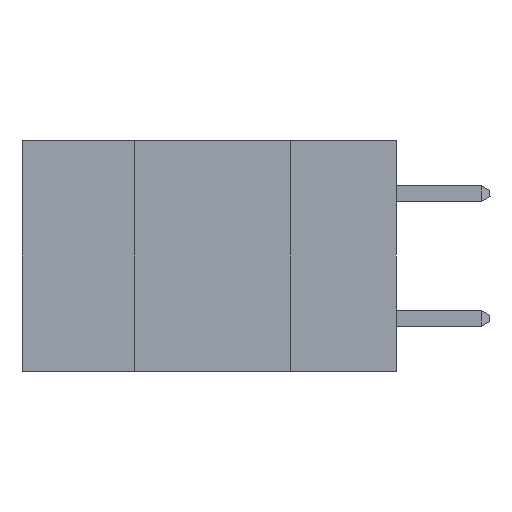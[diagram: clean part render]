
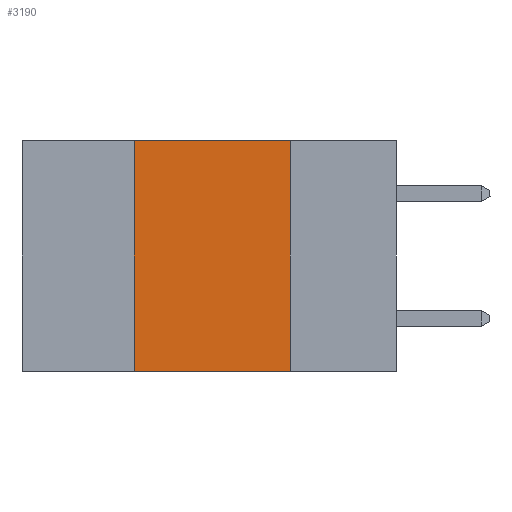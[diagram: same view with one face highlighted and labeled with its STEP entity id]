
A CAD part, left-side view. The second image highlights one B-rep face of the part: STEP entity #3190.
In plain terms, the highlighted planar face has unit normal (-1, 0, 0).
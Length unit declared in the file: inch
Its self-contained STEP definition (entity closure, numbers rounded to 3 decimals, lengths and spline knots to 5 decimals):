
#498 = VERTEX_POINT ( 'NONE', #16207 ) ;
#511 = VERTEX_POINT ( 'NONE', #6072 ) ;
#539 = ORIENTED_EDGE ( 'NONE', *, *, #3041, .F. ) ;
#1111 = CARTESIAN_POINT ( 'NONE',  ( 0., 0.6, -0.37 ) ) ;
#1324 = VERTEX_POINT ( 'NONE', #15330 ) ;
#2194 = PLANE ( 'NONE',  #9776 ) ;
#2214 = CARTESIAN_POINT ( 'NONE',  ( 0., 0.17, 0. ) ) ;
#2337 = DIRECTION ( 'NONE',  ( 0., 0., -1. ) ) ;
#3041 = EDGE_CURVE ( 'NONE', #511, #498, #4316, .T. ) ;
#3190 = ADVANCED_FACE ( 'NONE', ( #4817 ), #2194, .F. ) ;
#3373 = EDGE_CURVE ( 'NONE', #11632, #1324, #13737, .T. ) ;
#3421 = EDGE_LOOP ( 'NONE', ( #5018, #8672, #539, #12714 ) ) ;
#4123 = LINE ( 'NONE', #1111, #7575 ) ;
#4316 = LINE ( 'NONE', #18763, #16427 ) ;
#4817 = FACE_OUTER_BOUND ( 'NONE', #3421, .T. ) ;
#5018 = ORIENTED_EDGE ( 'NONE', *, *, #3373, .F. ) ;
#6072 = CARTESIAN_POINT ( 'NONE',  ( 0., 0.42, -0.37 ) ) ;
#6261 = DIRECTION ( 'NONE',  ( 0., -1., 0. ) ) ;
#7575 = VECTOR ( 'NONE', #6261, 39.37008 ) ;
#8672 = ORIENTED_EDGE ( 'NONE', *, *, #14724, .F. ) ;
#9776 = AXIS2_PLACEMENT_3D ( 'NONE', #17319, #20605, #2337 ) ;
#11395 = DIRECTION ( 'NONE',  ( 0., 0., -1. ) ) ;
#11632 = VERTEX_POINT ( 'NONE', #2214 ) ;
#12222 = DIRECTION ( 'NONE',  ( 0., -1., 0. ) ) ;
#12714 = ORIENTED_EDGE ( 'NONE', *, *, #16586, .T. ) ;
#13209 = VECTOR ( 'NONE', #11395, 39.37008 ) ;
#13737 = LINE ( 'NONE', #21222, #13209 ) ;
#14724 = EDGE_CURVE ( 'NONE', #498, #11632, #14952, .T. ) ;
#14952 = LINE ( 'NONE', #18802, #19404 ) ;
#15330 = CARTESIAN_POINT ( 'NONE',  ( 0., 0.17, -0.37 ) ) ;
#16207 = CARTESIAN_POINT ( 'NONE',  ( 0., 0.42, 0. ) ) ;
#16427 = VECTOR ( 'NONE', #18617, 39.37008 ) ;
#16586 = EDGE_CURVE ( 'NONE', #511, #1324, #4123, .T. ) ;
#17319 = CARTESIAN_POINT ( 'NONE',  ( 0., 0.6, 0. ) ) ;
#18617 = DIRECTION ( 'NONE',  ( 0., 0., 1. ) ) ;
#18763 = CARTESIAN_POINT ( 'NONE',  ( 0., 0.42, 0. ) ) ;
#18802 = CARTESIAN_POINT ( 'NONE',  ( 0., 0.6, 0. ) ) ;
#19404 = VECTOR ( 'NONE', #12222, 39.37008 ) ;
#20605 = DIRECTION ( 'NONE',  ( 1., 0., 0. ) ) ;
#21222 = CARTESIAN_POINT ( 'NONE',  ( 0., 0.17, 0. ) ) ;
